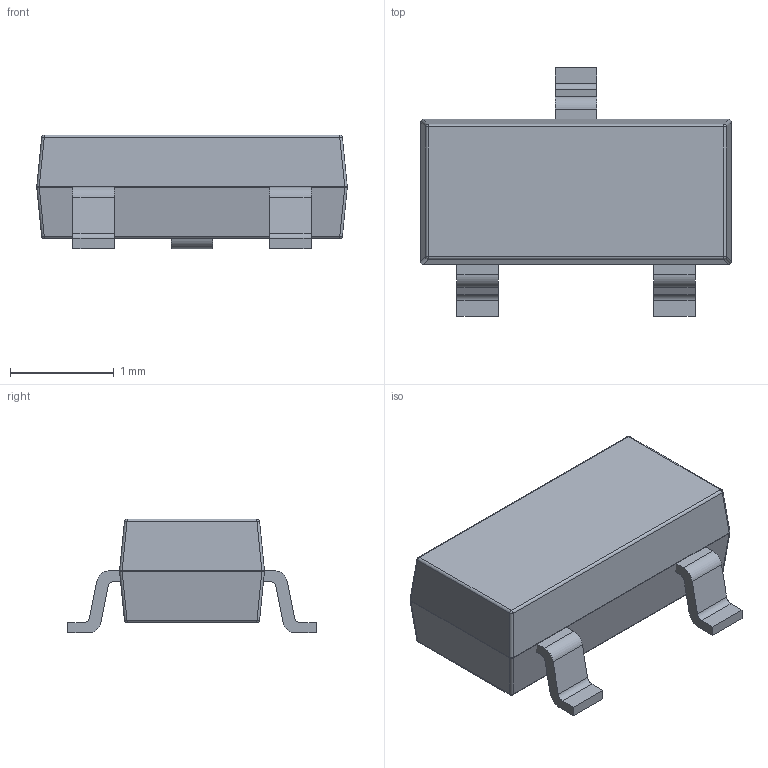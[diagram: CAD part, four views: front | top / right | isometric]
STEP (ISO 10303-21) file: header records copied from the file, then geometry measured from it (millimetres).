
FILE_DESCRIPTION(/* description */ (''),/* implementation_level */ '2;1');
FILE_NAME(/* name */ 'sot23 v2.step',/* time_stamp */ '2017-08-22T12:22:03-04:00',/* author */ (''),/* organization */ (''),/* preprocessor_version */ 'ST-DEVELOPER v16.13',/* originating_system */ 'Autodesk Translation Framework v6.1.1.50',/* authorisation */ '');
FILE_SCHEMA (('AUTOMOTIVE_DESIGN { 1 0 10303 214 3 1 1 }'));
Length unit declared in the file: millimetre
Products named in the file (3): sot23 v2; Component1; pin
Assembly tree (4 placements, depth 2):
  sot23 v2
    Component1
    pin  x3
Bounding box: 3 x 2.4 x 1.1 mm (x, y, z)
Volume: 4.1 mm3; surface area: 19 mm2
Topology: 4 solids, 4 shells, 84 faces, 188 edges, 112 vertices
Faces by surface type: plane 40, cylinder 32, sphere 12
Entity records: 1541 total; most frequent: DIRECTION 290, CARTESIAN_POINT 243, ORIENTED_EDGE 232, EDGE_CURVE 116, AXIS2_PLACEMENT_3D 111, LINE 68, VECTOR 68, VERTEX_POINT 64
